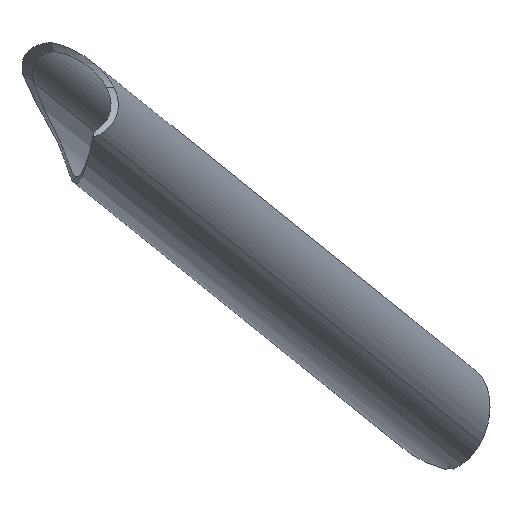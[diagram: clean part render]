
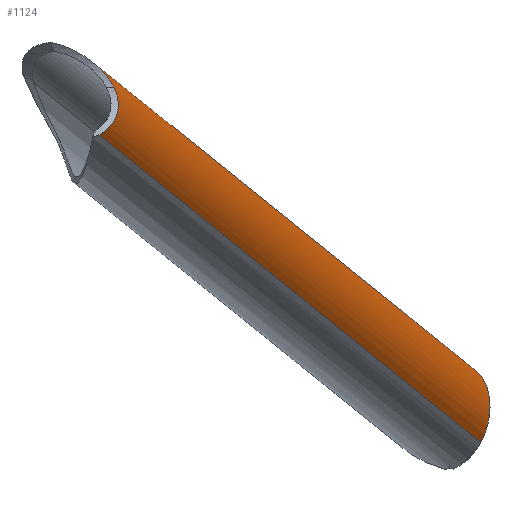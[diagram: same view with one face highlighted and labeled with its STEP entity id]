
A CAD part, top view. The second image highlights one B-rep face of the part: STEP entity #1124.
In plain terms, the highlighted cylindrical face has radius 12.5 mm (diameter 25 mm), a partial arc.
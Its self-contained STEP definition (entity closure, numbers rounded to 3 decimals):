
#744=CARTESIAN_POINT('Control Point',(-586.749,-157.133,471.661)) ;
#745=CARTESIAN_POINT('Control Point',(-587.849,-157.179,471.23)) ;
#746=CARTESIAN_POINT('Control Point',(-588.923,-157.373,470.781)) ;
#747=CARTESIAN_POINT('Control Point',(-589.932,-157.718,470.293)) ;
#748=CARTESIAN_POINT('Control Point',(-591.156,-158.393,469.461)) ;
#749=CARTESIAN_POINT('Control Point',(-592.03,-159.201,468.453)) ;
#750=CARTESIAN_POINT('Control Point',(-592.259,-159.45,468.137)) ;
#751=CARTESIAN_POINT('Control Point',(-592.951,-160.331,466.984)) ;
#752=CARTESIAN_POINT('Control Point',(-593.302,-161.222,465.693)) ;
#753=CARTESIAN_POINT('Control Point',(-593.429,-161.824,464.733)) ;
#754=CARTESIAN_POINT('Control Point',(-593.508,-162.749,463.163)) ;
#755=CARTESIAN_POINT('Control Point',(-593.44,-163.618,461.554)) ;
#756=CARTESIAN_POINT('Control Point',(-593.398,-163.937,460.946)) ;
#757=CARTESIAN_POINT('Control Point',(-593.342,-164.249,460.335)) ;
#758=CARTESIAN_POINT('Control Point',(-593.276,-164.556,459.721)) ;
#759=CARTESIAN_POINT('Vertex',(-586.749,-157.133,471.661)) ;
#761=CARTESIAN_POINT('Vertex',(-593.276,-164.556,459.721)) ;
#1009=CARTESIAN_POINT('Axis2P3D Location',(-541.22,-206.176,325.664)) ;
#1014=CARTESIAN_POINT('Line Origine',(-550.295,-198.921,321.053)) ;
#1018=CARTESIAN_POINT('Vertex',(-505.711,-234.566,177.215)) ;
#1022=CARTESIAN_POINT('Control Point',(-586.749,-157.133,471.661)) ;
#1023=CARTESIAN_POINT('Control Point',(-586.263,-157.205,471.454)) ;
#1024=CARTESIAN_POINT('Control Point',(-585.788,-157.298,471.228)) ;
#1025=CARTESIAN_POINT('Control Point',(-585.323,-157.407,470.989)) ;
#1026=CARTESIAN_POINT('Control Point',(-584.146,-157.726,470.346)) ;
#1027=CARTESIAN_POINT('Control Point',(-583.021,-158.131,469.658)) ;
#1028=CARTESIAN_POINT('Control Point',(-582.347,-158.405,469.229)) ;
#1029=CARTESIAN_POINT('Control Point',(-580.928,-159.048,468.302)) ;
#1030=CARTESIAN_POINT('Control Point',(-579.562,-159.806,467.38)) ;
#1031=CARTESIAN_POINT('Control Point',(-578.847,-160.242,466.895)) ;
#1032=CARTESIAN_POINT('Control Point',(-577.201,-161.346,465.784)) ;
#1033=CARTESIAN_POINT('Control Point',(-575.641,-162.65,464.765)) ;
#1034=CARTESIAN_POINT('Control Point',(-574.781,-163.469,464.224)) ;
#1035=CARTESIAN_POINT('Control Point',(-573.61,-164.764,463.534)) ;
#1036=CARTESIAN_POINT('Control Point',(-572.598,-166.253,463.046)) ;
#1037=CARTESIAN_POINT('Control Point',(-572.31,-166.72,462.92)) ;
#1038=CARTESIAN_POINT('Control Point',(-572.044,-167.205,462.819)) ;
#1039=CARTESIAN_POINT('Control Point',(-571.804,-167.707,462.749)) ;
#1040=CARTESIAN_POINT('Vertex',(-571.804,-167.707,462.749)) ;
#1044=CARTESIAN_POINT('Control Point',(-571.804,-167.707,462.749)) ;
#1045=CARTESIAN_POINT('Control Point',(-571.516,-168.311,462.665)) ;
#1046=CARTESIAN_POINT('Control Point',(-571.266,-168.939,462.625)) ;
#1047=CARTESIAN_POINT('Control Point',(-571.063,-169.589,462.636)) ;
#1048=CARTESIAN_POINT('Control Point',(-570.793,-170.842,462.774)) ;
#1049=CARTESIAN_POINT('Control Point',(-570.754,-172.077,463.128)) ;
#1050=CARTESIAN_POINT('Control Point',(-570.79,-172.645,463.343)) ;
#1051=CARTESIAN_POINT('Control Point',(-570.986,-173.882,463.923)) ;
#1052=CARTESIAN_POINT('Control Point',(-571.407,-174.969,464.67)) ;
#1053=CARTESIAN_POINT('Control Point',(-571.7,-175.527,465.126)) ;
#1054=CARTESIAN_POINT('Control Point',(-572.482,-176.713,466.245)) ;
#1055=CARTESIAN_POINT('Control Point',(-573.449,-177.656,467.454)) ;
#1056=CARTESIAN_POINT('Control Point',(-574.045,-178.128,468.16)) ;
#1057=CARTESIAN_POINT('Control Point',(-574.672,-178.543,468.872)) ;
#1058=CARTESIAN_POINT('Control Point',(-575.326,-178.908,469.585)) ;
#1059=CARTESIAN_POINT('Vertex',(-575.326,-178.908,469.585)) ;
#1062=CARTESIAN_POINT('Line Origine',(-532.145,-213.431,330.274)) ;
#1066=CARTESIAN_POINT('Vertex',(-485.42,-250.789,179.527)) ;
#1070=CARTESIAN_POINT('Control Point',(-485.42,-250.789,179.527)) ;
#1071=CARTESIAN_POINT('Control Point',(-484.685,-249.417,180.24)) ;
#1072=CARTESIAN_POINT('Control Point',(-484.069,-247.882,180.77)) ;
#1073=CARTESIAN_POINT('Control Point',(-483.625,-246.209,181.048)) ;
#1074=CARTESIAN_POINT('Control Point',(-483.403,-244.511,181.031)) ;
#1075=CARTESIAN_POINT('Vertex',(-483.403,-244.511,181.031)) ;
#1079=CARTESIAN_POINT('Control Point',(-492.515,-232.636,166.954)) ;
#1080=CARTESIAN_POINT('Control Point',(-492.114,-232.53,167.46)) ;
#1081=CARTESIAN_POINT('Control Point',(-491.713,-232.451,167.971)) ;
#1082=CARTESIAN_POINT('Control Point',(-491.312,-232.401,168.487)) ;
#1083=CARTESIAN_POINT('Control Point',(-489.808,-232.32,170.441)) ;
#1084=CARTESIAN_POINT('Control Point',(-488.344,-232.659,172.419)) ;
#1085=CARTESIAN_POINT('Control Point',(-487.31,-233.15,173.862)) ;
#1086=CARTESIAN_POINT('Control Point',(-485.66,-234.455,176.257)) ;
#1087=CARTESIAN_POINT('Control Point',(-484.404,-236.541,178.279)) ;
#1088=CARTESIAN_POINT('Control Point',(-483.963,-237.564,179.042)) ;
#1089=CARTESIAN_POINT('Control Point',(-483.409,-239.517,180.121)) ;
#1090=CARTESIAN_POINT('Control Point',(-483.228,-241.705,180.753)) ;
#1091=CARTESIAN_POINT('Control Point',(-483.221,-242.637,180.931)) ;
#1092=CARTESIAN_POINT('Control Point',(-483.281,-243.578,181.022)) ;
#1093=CARTESIAN_POINT('Control Point',(-483.403,-244.511,181.031)) ;
#1094=CARTESIAN_POINT('Vertex',(-492.515,-232.636,166.954)) ;
#1098=CARTESIAN_POINT('Control Point',(-492.515,-232.636,166.954)) ;
#1099=CARTESIAN_POINT('Control Point',(-492.654,-232.608,167.054)) ;
#1100=CARTESIAN_POINT('Control Point',(-492.794,-232.58,167.156)) ;
#1101=CARTESIAN_POINT('Control Point',(-492.959,-232.548,167.276)) ;
#1102=CARTESIAN_POINT('Control Point',(-493.525,-232.447,167.687)) ;
#1103=CARTESIAN_POINT('Control Point',(-494.092,-232.363,168.102)) ;
#1104=CARTESIAN_POINT('Control Point',(-494.447,-232.318,168.362)) ;
#1105=CARTESIAN_POINT('Control Point',(-496.371,-232.109,169.782)) ;
#1106=CARTESIAN_POINT('Control Point',(-498.292,-232.109,171.231)) ;
#1107=CARTESIAN_POINT('Control Point',(-499.836,-232.257,172.42)) ;
#1108=CARTESIAN_POINT('Control Point',(-501.995,-232.703,174.119)) ;
#1109=CARTESIAN_POINT('Control Point',(-504.028,-233.565,175.789)) ;
#1110=CARTESIAN_POINT('Control Point',(-504.609,-233.855,176.272)) ;
#1111=CARTESIAN_POINT('Control Point',(-505.172,-234.188,176.749)) ;
#1112=CARTESIAN_POINT('Control Point',(-505.711,-234.566,177.215)) ;
#1010=DIRECTION('Axis2P3D Direction',(0.288,-0.23,-0.929)) ;
#1011=DIRECTION('Axis2P3D XDirection',(-0.726,0.58,-0.369)) ;
#1015=DIRECTION('Vector Direction',(0.288,-0.23,-0.929)) ;
#1063=DIRECTION('Vector Direction',(0.288,-0.23,-0.929)) ;
#1012=AXIS2_PLACEMENT_3D('Cylinder Axis2P3D',#1009,#1010,#1011) ;
#1115=ORIENTED_EDGE('',*,*,#1020,.F.) ;
#1116=ORIENTED_EDGE('',*,*,#763,.F.) ;
#1117=ORIENTED_EDGE('',*,*,#1042,.T.) ;
#1118=ORIENTED_EDGE('',*,*,#1061,.T.) ;
#1119=ORIENTED_EDGE('',*,*,#1068,.T.) ;
#1120=ORIENTED_EDGE('',*,*,#1077,.T.) ;
#1121=ORIENTED_EDGE('',*,*,#1096,.F.) ;
#1122=ORIENTED_EDGE('',*,*,#1113,.T.) ;
#1016=VECTOR('Line Direction',#1015,1.) ;
#1064=VECTOR('Line Direction',#1063,1.) ;
#1124=ADVANCED_FACE('Corps principal',(#1123),#1013,.T.) ;
#743=B_SPLINE_CURVE_WITH_KNOTS('',5,(#744,#745,#746,#747,#748,#749,#750,#751,#752,#753,#754,#755,#756,#757,#758),.UNSPECIFIED.,.F.,.U.,(6,3,3,3,6),(28.71,37.053,40.599,49.472,54.798),.UNSPECIFIED.) ;
#1021=B_SPLINE_CURVE_WITH_KNOTS('',5,(#1022,#1023,#1024,#1025,#1026,#1027,#1028,#1029,#1030,#1031,#1032,#1033,#1034,#1035,#1036,#1037,#1038,#1039),.UNSPECIFIED.,.F.,.U.,(6,3,3,3,3,6),(0.42,4.19,10.16,17.002,26.211,30.178),.UNSPECIFIED.) ;
#1043=B_SPLINE_CURVE_WITH_KNOTS('',5,(#1044,#1045,#1046,#1047,#1048,#1049,#1050,#1051,#1052,#1053,#1054,#1055,#1056,#1057,#1058),.UNSPECIFIED.,.F.,.U.,(6,3,3,3,6),(0.,4.768,9.033,14.477,21.787),.UNSPECIFIED.) ;
#1069=B_SPLINE_CURVE_WITH_KNOTS('',4,(#1070,#1071,#1072,#1073,#1074),.UNSPECIFIED.,.F.,.U.,(5,5),(0.,9.689),.UNSPECIFIED.) ;
#1078=B_SPLINE_CURVE_WITH_KNOTS('',5,(#1079,#1080,#1081,#1082,#1083,#1084,#1085,#1086,#1087,#1088,#1089,#1090,#1091,#1092,#1093),.UNSPECIFIED.,.F.,.U.,(6,3,3,3,6),(1.992,6.616,19.422,28.818,35.472),.UNSPECIFIED.) ;
#1097=B_SPLINE_CURVE_WITH_KNOTS('',5,(#1098,#1099,#1100,#1101,#1102,#1103,#1104,#1105,#1106,#1107,#1108,#1109,#1110,#1111,#1112),.UNSPECIFIED.,.F.,.U.,(6,3,3,3,6),(1.957,3.834,6.958,20.805,26.515),.UNSPECIFIED.) ;
#1013=CYLINDRICAL_SURFACE('generated cylinder',#1012,12.5) ;
#763=EDGE_CURVE('',#760,#762,#743,.T.) ;
#1020=EDGE_CURVE('',#762,#1019,#1017,.T.) ;
#1042=EDGE_CURVE('',#760,#1041,#1021,.T.) ;
#1061=EDGE_CURVE('',#1041,#1060,#1043,.T.) ;
#1068=EDGE_CURVE('',#1060,#1067,#1065,.T.) ;
#1077=EDGE_CURVE('',#1067,#1076,#1069,.T.) ;
#1096=EDGE_CURVE('',#1095,#1076,#1078,.T.) ;
#1113=EDGE_CURVE('',#1095,#1019,#1097,.T.) ;
#1114=EDGE_LOOP('',(#1115,#1116,#1117,#1118,#1119,#1120,#1121,#1122)) ;
#1123=FACE_OUTER_BOUND('',#1114,.T.) ;
#1017=LINE('Line',#1014,#1016) ;
#1065=LINE('Line',#1062,#1064) ;
#760=VERTEX_POINT('',#759) ;
#762=VERTEX_POINT('',#761) ;
#1019=VERTEX_POINT('',#1018) ;
#1041=VERTEX_POINT('',#1040) ;
#1060=VERTEX_POINT('',#1059) ;
#1067=VERTEX_POINT('',#1066) ;
#1076=VERTEX_POINT('',#1075) ;
#1095=VERTEX_POINT('',#1094) ;
